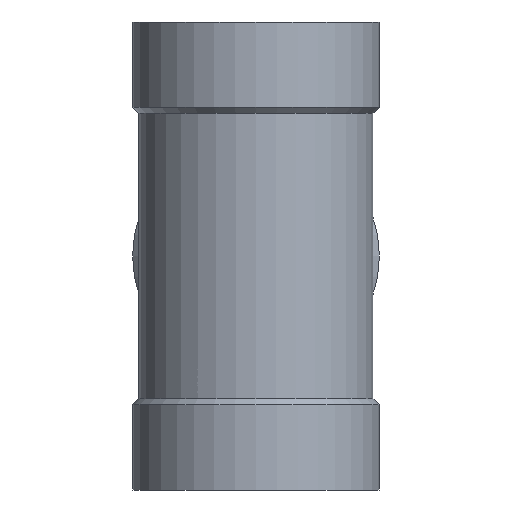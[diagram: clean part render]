
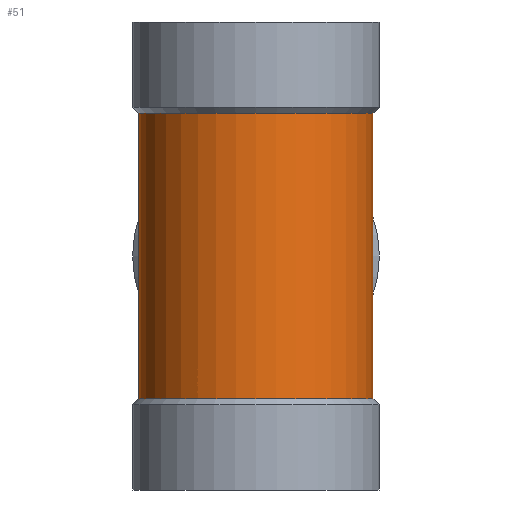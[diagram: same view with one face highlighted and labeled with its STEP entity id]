
A CAD part, left-side view. The second image highlights one B-rep face of the part: STEP entity #51.
In plain terms, the highlighted cylindrical face has radius 55 mm (diameter 110 mm), a full revolution.
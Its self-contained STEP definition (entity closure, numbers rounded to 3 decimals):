
#51 = ADVANCED_FACE( '', ( #114, #115, #116 ), #117, .T. );
#114 = FACE_OUTER_BOUND( '', #199, .T. );
#115 = FACE_BOUND( '', #200, .T. );
#116 = FACE_OUTER_BOUND( '', #201, .T. );
#117 = CYLINDRICAL_SURFACE( '', #202, 55. );
#199 = EDGE_LOOP( '', ( #286 ) );
#200 = EDGE_LOOP( '', ( #287, #288 ) );
#201 = EDGE_LOOP( '', ( #289 ) );
#202 = AXIS2_PLACEMENT_3D( '', #290, #291, #292 );
#286 = ORIENTED_EDGE( '', *, *, #392, .T. );
#287 = ORIENTED_EDGE( '', *, *, #393, .F. );
#288 = ORIENTED_EDGE( '', *, *, #394, .F. );
#289 = ORIENTED_EDGE( '', *, *, #387, .F. );
#290 = CARTESIAN_POINT( '', ( 0., 0., -110. ) );
#291 = DIRECTION( '', ( 0., 0., 1. ) );
#292 = DIRECTION( '', ( -1., 0., 0. ) );
#387 = EDGE_CURVE( '', #431, #431, #432, .T. );
#392 = EDGE_CURVE( '', #439, #439, #440, .T. );
#393 = EDGE_CURVE( '', #441, #442, #443, .T. );
#394 = EDGE_CURVE( '', #442, #441, #444, .F. );
#431 = VERTEX_POINT( '', #494 );
#432 = CIRCLE( '', #495, 55. );
#439 = VERTEX_POINT( '', #502 );
#440 = CIRCLE( '', #503, 55. );
#441 = VERTEX_POINT( '', #504 );
#442 = VERTEX_POINT( '', #505 );
#443 = ELLIPSE( '', #506, 77.782, 55. );
#444 = ELLIPSE( '', #507, 77.782, 55. );
#494 = CARTESIAN_POINT( '', ( -55., 0., -67. ) );
#495 = AXIS2_PLACEMENT_3D( '', #557, #558, #559 );
#502 = CARTESIAN_POINT( '', ( -55., 0., 67. ) );
#503 = AXIS2_PLACEMENT_3D( '', #566, #567, #568 );
#504 = CARTESIAN_POINT( '', ( 0., 55., 0. ) );
#505 = CARTESIAN_POINT( '', ( 0., -55., 0. ) );
#506 = AXIS2_PLACEMENT_3D( '', #569, #570, #571 );
#507 = AXIS2_PLACEMENT_3D( '', #572, #573, #574 );
#557 = CARTESIAN_POINT( '', ( 0., 0., -67. ) );
#558 = DIRECTION( '', ( 0., 0., -1. ) );
#559 = DIRECTION( '', ( -1., 0., 0. ) );
#566 = CARTESIAN_POINT( '', ( 0., 0., 67. ) );
#567 = DIRECTION( '', ( 0., 0., -1. ) );
#568 = DIRECTION( '', ( -1., 0., 0. ) );
#569 = CARTESIAN_POINT( '', ( 0., 0., 0. ) );
#570 = DIRECTION( '', ( 0.707, 0., -0.707 ) );
#571 = DIRECTION( '', ( -0.707, 0., -0.707 ) );
#572 = CARTESIAN_POINT( '', ( 0., 0., 0. ) );
#573 = DIRECTION( '', ( -0.707, 0., -0.707 ) );
#574 = DIRECTION( '', ( 0.707, 0., -0.707 ) );
